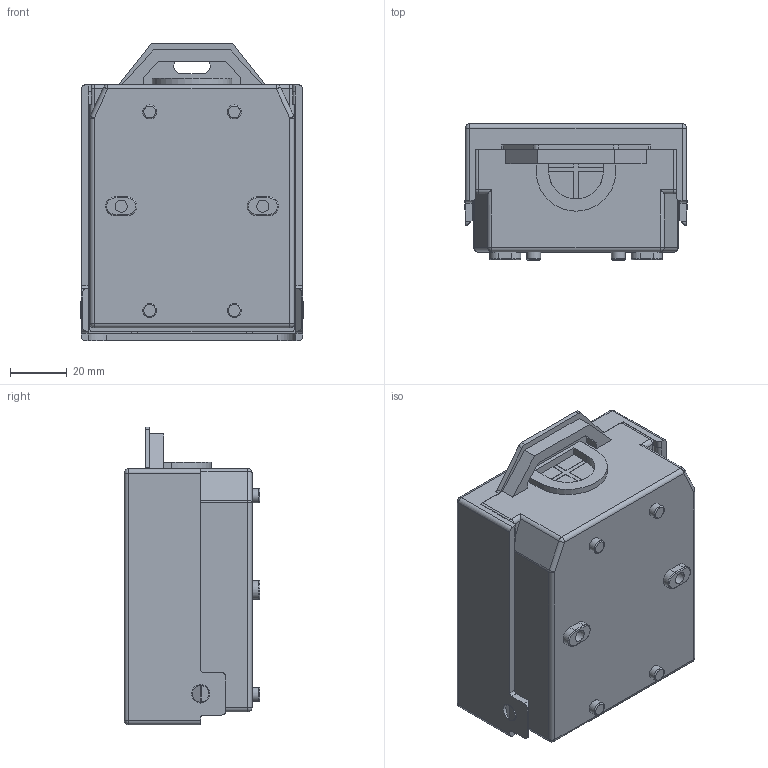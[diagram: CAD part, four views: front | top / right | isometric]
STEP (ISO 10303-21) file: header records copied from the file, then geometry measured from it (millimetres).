
FILE_DESCRIPTION (( 'STEP AP214' ), '1' );
FILE_NAME ('NID331-11.STEP', '2018-03-02T16:02:27', ( '' ), ( '' ), 'SwSTEP 2.0', 'SolidWorks 2017', '' );
FILE_SCHEMA (( 'AUTOMOTIVE_DESIGN' ));
Length unit declared in the file: inch
Products named in the file (6): XE-0004-MA3; XE-0004-MA1; NID331-11; XE-0004-MA4; XE-0004-MA5; XE-0004-MA2
Assembly tree (6 placements, depth 2):
  NID331-11
    XE-0004-MA1
    XE-0004-MA4  x2
    XE-0004-MA3
    XE-0004-MA2
    XE-0004-MA5
Bounding box: 78.61 x 48.01 x 105.16 mm (x, y, z)
Volume: 74759.1 mm3; surface area: 66577.1 mm2
Topology: 6 solids, 6 shells, 314 faces, 812 edges, 508 vertices
Faces by surface type: plane 171, cylinder 85, cone 37, sphere 12, torus 9
Full cylindrical faces by diameter (mm): 4.318 x2, 4.572 x1, 4.826 x2, 4.953 x4, 5.207 x2, 5.918 x2, 6.477 x2, 9.525 x2
Entity records: 10186 total; most frequent: CARTESIAN_POINT 1627, DIRECTION 1531, ORIENTED_EDGE 1428, EDGE_CURVE 714, AXIS2_PLACEMENT_3D 529, VERTEX_POINT 481, VECTOR 473, LINE 473
